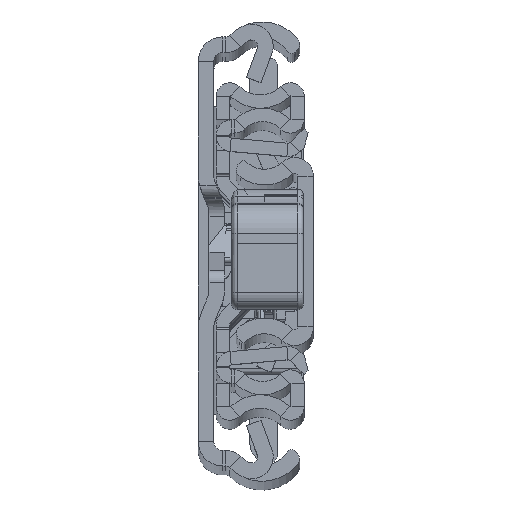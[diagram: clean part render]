
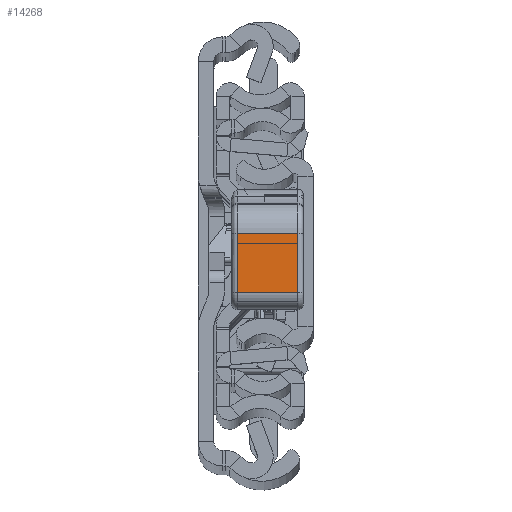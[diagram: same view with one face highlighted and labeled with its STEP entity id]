
A CAD part, top view. The second image highlights one B-rep face of the part: STEP entity #14268.
In plain terms, the highlighted face is planar.
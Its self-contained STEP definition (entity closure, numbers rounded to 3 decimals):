
#49 = AXIS2_PLACEMENT_3D ( 'NONE', #19473, #30377, #5861 ) ;
#616 = ORIENTED_EDGE ( 'NONE', *, *, #14295, .T. ) ;
#1349 = EDGE_CURVE ( 'NONE', #31042, #2213, #20710, .T. ) ;
#2213 = VERTEX_POINT ( 'NONE', #31441 ) ;
#2500 = EDGE_LOOP ( 'NONE', ( #8896, #616, #32669, #3454 ) ) ;
#2946 = VECTOR ( 'NONE', #5288, 1000. ) ;
#3028 = EDGE_CURVE ( 'NONE', #33940, #31042, #29898, .T. ) ;
#3454 = ORIENTED_EDGE ( 'NONE', *, *, #3028, .T. ) ;
#3923 = CARTESIAN_POINT ( 'NONE',  ( 39.55, -12.274, 10. ) ) ;
#5288 = DIRECTION ( 'NONE',  ( 0., 0., 1. ) ) ;
#5861 = DIRECTION ( 'NONE',  ( -0.027, -1., 0. ) ) ;
#6529 = EDGE_CURVE ( 'NONE', #30480, #33940, #13720, .T. ) ;
#8186 = FACE_OUTER_BOUND ( 'NONE', #2500, .T. ) ;
#8896 = ORIENTED_EDGE ( 'NONE', *, *, #1349, .T. ) ;
#13720 = LINE ( 'NONE', #29810, #2946 ) ;
#13746 = LINE ( 'NONE', #35224, #34903 ) ;
#14268 = ADVANCED_FACE ( 'NONE', ( #8186 ), #33063, .F. ) ;
#14295 = EDGE_CURVE ( 'NONE', #2213, #30480, #13746, .T. ) ;
#16332 = DIRECTION ( 'NONE',  ( -0.027, -1., 0. ) ) ;
#18445 = VECTOR ( 'NONE', #27927, 1000. ) ;
#19473 = CARTESIAN_POINT ( 'NONE',  ( 39.55, -12.274, 11. ) ) ;
#19717 = CARTESIAN_POINT ( 'NONE',  ( 39.55, -12.274, 11. ) ) ;
#20161 = CARTESIAN_POINT ( 'NONE',  ( 39.818, -2.465, 0. ) ) ;
#20667 = CARTESIAN_POINT ( 'NONE',  ( 39.818, -2.465, 10. ) ) ;
#20710 = LINE ( 'NONE', #19717, #18445 ) ;
#21639 = DIRECTION ( 'NONE',  ( 0.027, 1., 0. ) ) ;
#27049 = CARTESIAN_POINT ( 'NONE',  ( 39.55, -12.274, 10. ) ) ;
#27210 = VECTOR ( 'NONE', #16332, 1000. ) ;
#27927 = DIRECTION ( 'NONE',  ( 0., 0., -1. ) ) ;
#29810 = CARTESIAN_POINT ( 'NONE',  ( 39.818, -2.465, 11. ) ) ;
#29898 = LINE ( 'NONE', #27049, #27210 ) ;
#30377 = DIRECTION ( 'NONE',  ( -1., 0.027, 0. ) ) ;
#30480 = VERTEX_POINT ( 'NONE', #20161 ) ;
#31042 = VERTEX_POINT ( 'NONE', #3923 ) ;
#31441 = CARTESIAN_POINT ( 'NONE',  ( 39.55, -12.274, 0. ) ) ;
#32669 = ORIENTED_EDGE ( 'NONE', *, *, #6529, .T. ) ;
#33063 = PLANE ( 'NONE',  #49 ) ;
#33940 = VERTEX_POINT ( 'NONE', #20667 ) ;
#34903 = VECTOR ( 'NONE', #21639, 1000. ) ;
#35224 = CARTESIAN_POINT ( 'NONE',  ( 39.55, -12.274, 0. ) ) ;
